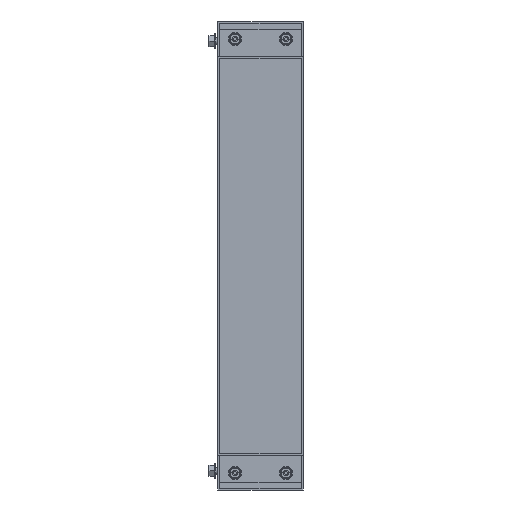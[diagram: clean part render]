
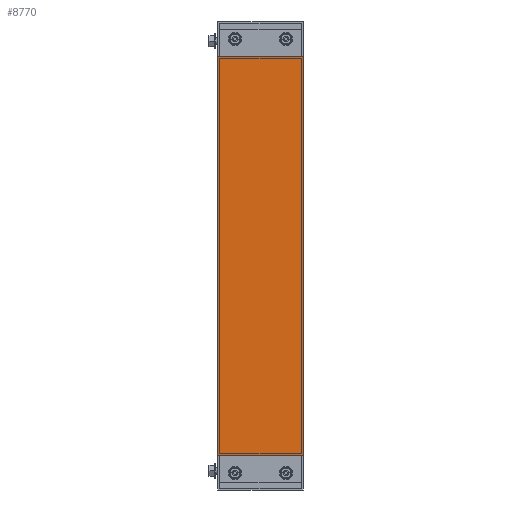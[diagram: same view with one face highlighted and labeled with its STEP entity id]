
A CAD part, left-side view. The second image highlights one B-rep face of the part: STEP entity #8770.
In plain terms, the highlighted planar face has unit normal (-1, 0, 0).
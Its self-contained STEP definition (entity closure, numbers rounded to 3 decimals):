
#147 = ORIENTED_EDGE ( 'NONE', *, *, #1587, .T. ) ;
#336 = VERTEX_POINT ( 'NONE', #3446 ) ;
#378 = LINE ( 'NONE', #5914, #6088 ) ;
#585 = CARTESIAN_POINT ( 'NONE',  ( 0., 0., 534.6 ) ) ;
#851 = EDGE_LOOP ( 'NONE', ( #2921, #5708, #6710, #147 ) ) ;
#1410 = EDGE_CURVE ( 'NONE', #7751, #6633, #6077, .T. ) ;
#1430 = DIRECTION ( 'NONE',  ( 0., -1., 0. ) ) ;
#1587 = EDGE_CURVE ( 'NONE', #3462, #7751, #378, .T. ) ;
#1934 = DIRECTION ( 'NONE',  ( 0., 0., -1. ) ) ;
#2284 = CARTESIAN_POINT ( 'NONE',  ( 0., 0., 0. ) ) ;
#2921 = ORIENTED_EDGE ( 'NONE', *, *, #1410, .T. ) ;
#3151 = PLANE ( 'NONE',  #9479 ) ;
#3181 = EDGE_CURVE ( 'NONE', #336, #3462, #5986, .T. ) ;
#3446 = CARTESIAN_POINT ( 'NONE',  ( 0., -100., 534.6 ) ) ;
#3462 = VERTEX_POINT ( 'NONE', #8127 ) ;
#3783 = CARTESIAN_POINT ( 'NONE',  ( 0., -100., 65.4 ) ) ;
#3855 = DIRECTION ( 'NONE',  ( 0., 0., 1. ) ) ;
#4007 = CARTESIAN_POINT ( 'NONE',  ( 0., 0., 65.4 ) ) ;
#4523 = VECTOR ( 'NONE', #8572, 1000. ) ;
#4612 = VECTOR ( 'NONE', #1430, 1000. ) ;
#4652 = CARTESIAN_POINT ( 'NONE',  ( 0., 0., 65.4 ) ) ;
#5307 = EDGE_CURVE ( 'NONE', #6633, #336, #7011, .T. ) ;
#5315 = VECTOR ( 'NONE', #6843, 1000. ) ;
#5370 = DIRECTION ( 'NONE',  ( -1., 0., 0. ) ) ;
#5466 = FACE_OUTER_BOUND ( 'NONE', #851, .T. ) ;
#5708 = ORIENTED_EDGE ( 'NONE', *, *, #5307, .T. ) ;
#5914 = CARTESIAN_POINT ( 'NONE',  ( 0., 0., 65.4 ) ) ;
#5986 = LINE ( 'NONE', #585, #5315 ) ;
#6077 = LINE ( 'NONE', #4652, #4612 ) ;
#6088 = VECTOR ( 'NONE', #1934, 1000. ) ;
#6633 = VERTEX_POINT ( 'NONE', #9208 ) ;
#6710 = ORIENTED_EDGE ( 'NONE', *, *, #3181, .T. ) ;
#6843 = DIRECTION ( 'NONE',  ( 0., 1., 0. ) ) ;
#7011 = LINE ( 'NONE', #3783, #4523 ) ;
#7751 = VERTEX_POINT ( 'NONE', #4007 ) ;
#8127 = CARTESIAN_POINT ( 'NONE',  ( 0., 0., 534.6 ) ) ;
#8572 = DIRECTION ( 'NONE',  ( 0., 0., 1. ) ) ;
#8770 = ADVANCED_FACE ( 'NONE', ( #5466 ), #3151, .T. ) ;
#9208 = CARTESIAN_POINT ( 'NONE',  ( 0., -100., 65.4 ) ) ;
#9479 = AXIS2_PLACEMENT_3D ( 'NONE', #2284, #5370, #3855 ) ;
